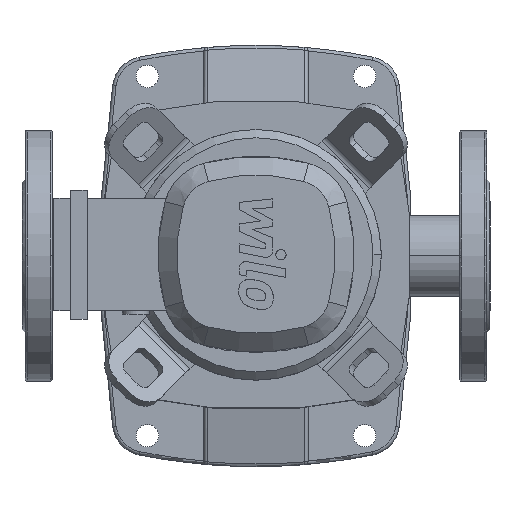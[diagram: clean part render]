
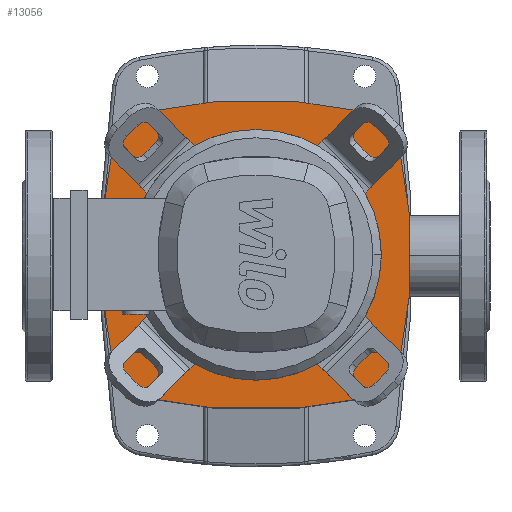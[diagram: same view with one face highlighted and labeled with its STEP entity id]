
A CAD part, top view. The second image highlights one B-rep face of the part: STEP entity #13056.
In plain terms, the highlighted planar face has unit normal (0, 0, 1).
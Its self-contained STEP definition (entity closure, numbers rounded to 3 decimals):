
#8390=CARTESIAN_POINT('',(-60.0,0.0,387.0));
#8391=VERTEX_POINT('',#8390);
#8407=CARTESIAN_POINT('',(60.0,0.,387.0));
#8408=VERTEX_POINT('',#8407);
#8415=CARTESIAN_POINT('',(0.0,0.0,387.0));
#8416=DIRECTION('',(0.0,0.0,-1.0));
#8417=DIRECTION('',(-1.0,0.0,0.0));
#8418=AXIS2_PLACEMENT_3D('',#8415,#8416,#8417);
#8419=CIRCLE('',#8418,60.0);
#8420=EDGE_CURVE('',#8391,#8408,#8419,.T.);
#12275=CARTESIAN_POINT('',(0.0,0.0,387.0));
#12276=DIRECTION('',(0.0,0.0,-1.0));
#12277=DIRECTION('',(-1.0,0.0,0.0));
#12278=AXIS2_PLACEMENT_3D('',#12275,#12276,#12277);
#12279=CIRCLE('',#12278,60.0);
#12280=EDGE_CURVE('',#8408,#8391,#12279,.T.);
#12481=CARTESIAN_POINT('',(-83.942,76.402,387.0));
#12482=VERTEX_POINT('',#12481);
#12489=CARTESIAN_POINT('',(-76.402,83.942,387.0));
#12490=VERTEX_POINT('',#12489);
#12491=CARTESIAN_POINT('',(-74.19,74.19,387.0));
#12492=DIRECTION('',(0.0,0.0,-1.0));
#12493=DIRECTION('',(-0.707,0.707,0.0));
#12494=AXIS2_PLACEMENT_3D('',#12491,#12492,#12493);
#12495=CIRCLE('',#12494,10.0);
#12496=EDGE_CURVE('',#12482,#12490,#12495,.T.);
#12522=CARTESIAN_POINT('',(-83.942,-76.402,387.0));
#12523=VERTEX_POINT('',#12522);
#12530=CARTESIAN_POINT('',(252.813,0.0,387.0));
#12531=DIRECTION('',(0.0,0.0,1.));
#12532=DIRECTION('',(-0.971,0.239,0.0));
#12533=AXIS2_PLACEMENT_3D('',#12530,#12531,#12532);
#12534=CIRCLE('',#12533,345.312);
#12535=EDGE_CURVE('',#12482,#12523,#12534,.T.);
#12628=CARTESIAN_POINT('',(-76.402,-83.942,387.0));
#12629=VERTEX_POINT('',#12628);
#12636=CARTESIAN_POINT('',(-74.19,-74.19,387.0));
#12637=DIRECTION('',(0.0,0.0,-1.0));
#12638=DIRECTION('',(-0.707,-0.707,0.0));
#12639=AXIS2_PLACEMENT_3D('',#12636,#12637,#12638);
#12640=CIRCLE('',#12639,10.0);
#12641=EDGE_CURVE('',#12629,#12523,#12640,.T.);
#12654=CARTESIAN_POINT('',(76.402,-83.942,387.0));
#12655=VERTEX_POINT('',#12654);
#12662=CARTESIAN_POINT('',(0.,252.813,387.0));
#12663=DIRECTION('',(0.0,0.0,1.0));
#12664=DIRECTION('',(-0.239,-0.971,0.0));
#12665=AXIS2_PLACEMENT_3D('',#12662,#12663,#12664);
#12666=CIRCLE('',#12665,345.313);
#12667=EDGE_CURVE('',#12629,#12655,#12666,.T.);
#12735=CARTESIAN_POINT('',(83.942,-76.402,387.0));
#12736=VERTEX_POINT('',#12735);
#12743=CARTESIAN_POINT('',(74.19,-74.19,387.0));
#12744=DIRECTION('',(0.0,0.0,-1.0));
#12745=DIRECTION('',(0.707,-0.707,0.0));
#12746=AXIS2_PLACEMENT_3D('',#12743,#12744,#12745);
#12747=CIRCLE('',#12746,10.0);
#12748=EDGE_CURVE('',#12736,#12655,#12747,.T.);
#12761=CARTESIAN_POINT('',(83.942,76.402,387.0));
#12762=VERTEX_POINT('',#12761);
#12769=CARTESIAN_POINT('',(-252.813,0.0,387.0));
#12770=DIRECTION('',(0.0,0.0,1.));
#12771=DIRECTION('',(0.971,-0.239,0.0));
#12772=AXIS2_PLACEMENT_3D('',#12769,#12770,#12771);
#12773=CIRCLE('',#12772,345.312);
#12774=EDGE_CURVE('',#12736,#12762,#12773,.T.);
#12785=CARTESIAN_POINT('',(76.402,83.942,387.0));
#12786=VERTEX_POINT('',#12785);
#12793=CARTESIAN_POINT('',(74.19,74.19,387.0));
#12794=DIRECTION('',(0.0,0.0,-1.0));
#12795=DIRECTION('',(0.707,0.707,0.0));
#12796=AXIS2_PLACEMENT_3D('',#12793,#12794,#12795);
#12797=CIRCLE('',#12796,10.0);
#12798=EDGE_CURVE('',#12786,#12762,#12797,.T.);
#13031=CARTESIAN_POINT('',(-85.862,-38.989,387.0));
#13032=DIRECTION('',(0.0,0.0,1.0));
#13033=DIRECTION('',(1.0,0.0,0.0));
#13034=AXIS2_PLACEMENT_3D('',#13031,#13032,#13033);
#13035=PLANE('',#13034);
#13036=ORIENTED_EDGE('',*,*,#12496,.F.);
#13037=ORIENTED_EDGE('',*,*,#12535,.T.);
#13038=ORIENTED_EDGE('',*,*,#12641,.F.);
#13039=ORIENTED_EDGE('',*,*,#12667,.T.);
#13040=ORIENTED_EDGE('',*,*,#12748,.F.);
#13041=ORIENTED_EDGE('',*,*,#12774,.T.);
#13042=ORIENTED_EDGE('',*,*,#12798,.F.);
#13043=CARTESIAN_POINT('',(0.0,-252.813,387.0));
#13044=DIRECTION('',(0.0,0.0,1.));
#13045=DIRECTION('',(0.239,0.971,0.0));
#13046=AXIS2_PLACEMENT_3D('',#13043,#13044,#13045);
#13047=CIRCLE('',#13046,345.312);
#13048=EDGE_CURVE('',#12786,#12490,#13047,.T.);
#13049=ORIENTED_EDGE('',*,*,#13048,.T.);
#13050=EDGE_LOOP('',(#13036,#13037,#13038,#13039,#13040,#13041,#13042,#13049));
#13051=FACE_OUTER_BOUND('',#13050,.T.);
#13052=ORIENTED_EDGE('',*,*,#12280,.T.);
#13053=ORIENTED_EDGE('',*,*,#8420,.T.);
#13054=EDGE_LOOP('',(#13052,#13053));
#13055=FACE_BOUND('',#13054,.T.);
#13056=ADVANCED_FACE('',(#13051,#13055),#13035,.T.);
